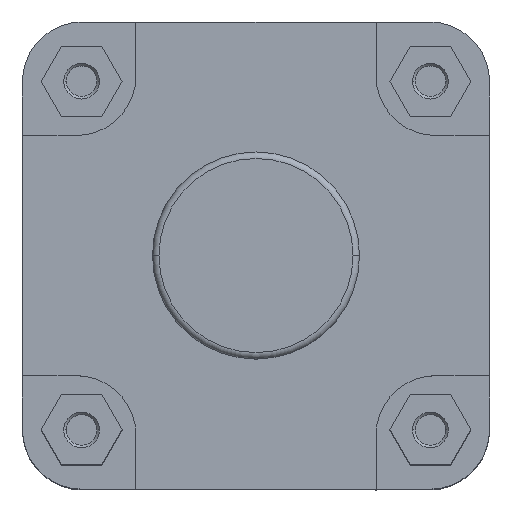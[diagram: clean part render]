
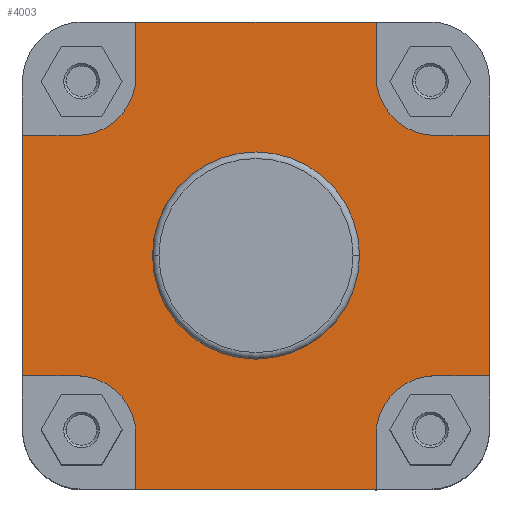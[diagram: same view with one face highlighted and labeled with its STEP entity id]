
A CAD part, top view. The second image highlights one B-rep face of the part: STEP entity #4003.
In plain terms, the highlighted planar face has unit normal (0, 0, 1).
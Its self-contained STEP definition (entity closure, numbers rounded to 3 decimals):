
#401 = FACE_BOUND ( 'NONE', #1203, .T. ) ;
#403 = FACE_OUTER_BOUND ( 'NONE', #7196, .T. ) ;
#479 = VECTOR ( 'NONE', #3192, 1000. ) ;
#486 = LINE ( 'NONE', #3191, #479 ) ;
#500 = VECTOR ( 'NONE', #3233, 1000. ) ;
#510 = LINE ( 'NONE', #3230, #500 ) ;
#545 = LINE ( 'NONE', #3522, #546 ) ;
#546 = VECTOR ( 'NONE', #3523, 1000. ) ;
#624 = CIRCLE ( 'NONE', #5972, 23. ) ;
#646 = VECTOR ( 'NONE', #3676, 1000. ) ;
#648 = LINE ( 'NONE', #3669, #646 ) ;
#685 = LINE ( 'NONE', #3721, #689 ) ;
#689 = VECTOR ( 'NONE', #3731, 1000. ) ;
#808 = LINE ( 'NONE', #4180, #821 ) ;
#821 = VECTOR ( 'NONE', #4185, 1000. ) ;
#898 = CIRCLE ( 'NONE', #6076, 23. ) ;
#904 = LINE ( 'NONE', #4286, #905 ) ;
#905 = VECTOR ( 'NONE', #4287, 1000. ) ;
#956 = CIRCLE ( 'NONE', #6095, 39.9 ) ;
#999 = CIRCLE ( 'NONE', #6115, 39.9 ) ;
#1002 = LINE ( 'NONE', #4435, #1005 ) ;
#1005 = VECTOR ( 'NONE', #4436, 1000. ) ;
#1007 = LINE ( 'NONE', #4460, #1013 ) ;
#1013 = VECTOR ( 'NONE', #4461, 1000. ) ;
#1074 = LINE ( 'NONE', #4524, #1075 ) ;
#1075 = VECTOR ( 'NONE', #4525, 1000. ) ;
#1076 = LINE ( 'NONE', #4539, #1082 ) ;
#1082 = VECTOR ( 'NONE', #4540, 1000. ) ;
#1099 = CIRCLE ( 'NONE', #6148, 23. ) ;
#1100 = LINE ( 'NONE', #4577, #1103 ) ;
#1103 = VECTOR ( 'NONE', #4578, 1000. ) ;
#1124 = CIRCLE ( 'NONE', #6162, 23. ) ;
#1203 = EDGE_LOOP ( 'NONE', ( #2261, #2255 ) ) ;
#2169 = ORIENTED_EDGE ( 'NONE', *, *, #6863, .F. ) ;
#2172 = ORIENTED_EDGE ( 'NONE', *, *, #6857, .F. ) ;
#2173 = ORIENTED_EDGE ( 'NONE', *, *, #6604, .F. ) ;
#2236 = ORIENTED_EDGE ( 'NONE', *, *, #6872, .F. ) ;
#2238 = ORIENTED_EDGE ( 'NONE', *, *, #6829, .T. ) ;
#2239 = ORIENTED_EDGE ( 'NONE', *, *, #6818, .F. ) ;
#2240 = ORIENTED_EDGE ( 'NONE', *, *, #6754, .F. ) ;
#2241 = ORIENTED_EDGE ( 'NONE', *, *, #6708, .T. ) ;
#2242 = ORIENTED_EDGE ( 'NONE', *, *, #6628, .F. ) ;
#2243 = ORIENTED_EDGE ( 'NONE', *, *, #6889, .F. ) ;
#2255 = ORIENTED_EDGE ( 'NONE', *, *, #6812, .F. ) ;
#2260 = ORIENTED_EDGE ( 'NONE', *, *, #6749, .F. ) ;
#2261 = ORIENTED_EDGE ( 'NONE', *, *, #6783, .F. ) ;
#2302 = ORIENTED_EDGE ( 'NONE', *, *, #6540, .F. ) ;
#2304 = ORIENTED_EDGE ( 'NONE', *, *, #6879, .F. ) ;
#2320 = ORIENTED_EDGE ( 'NONE', *, *, #5306, .F. ) ;
#2321 = ORIENTED_EDGE ( 'NONE', *, *, #5332, .F. ) ;
#2324 = ORIENTED_EDGE ( 'NONE', *, *, #6587, .F. ) ;
#2986 = CARTESIAN_POINT ( 'NONE',  ( 0., 39.9, -10. ) ) ;
#2997 = PLANE ( 'NONE',  #5907 ) ;
#2998 = DIRECTION ( 'NONE',  ( 0., 0., -1. ) ) ;
#2999 = DIRECTION ( 'NONE',  ( -1., 0., 0. ) ) ;
#3027 = CARTESIAN_POINT ( 'NONE',  ( -46.25, -90., -10. ) ) ;
#3034 = CARTESIAN_POINT ( 'NONE',  ( -39.9, 0., -10. ) ) ;
#3191 = CARTESIAN_POINT ( 'NONE',  ( 0., 90., -10. ) ) ;
#3192 = DIRECTION ( 'NONE',  ( 1., 0., 0. ) ) ;
#3230 = CARTESIAN_POINT ( 'NONE',  ( -69.25, 46.25, -10. ) ) ;
#3233 = DIRECTION ( 'NONE',  ( 1., 0., 0. ) ) ;
#3303 = CARTESIAN_POINT ( 'NONE',  ( 39.9, 0., -10. ) ) ;
#3332 = CARTESIAN_POINT ( 'NONE',  ( -46.25, 69.25, -10. ) ) ;
#3338 = CARTESIAN_POINT ( 'NONE',  ( 90., -46.25, -10. ) ) ;
#3339 = CARTESIAN_POINT ( 'NONE',  ( 90., 46.25, -10. ) ) ;
#3341 = CARTESIAN_POINT ( 'NONE',  ( -69.25, 46.25, -10. ) ) ;
#3345 = CARTESIAN_POINT ( 'NONE',  ( -46.25, -69.25, -10. ) ) ;
#3348 = CARTESIAN_POINT ( 'NONE',  ( -69.25, -46.25, -10. ) ) ;
#3352 = CARTESIAN_POINT ( 'NONE',  ( -90., 46.25, -10. ) ) ;
#3356 = CARTESIAN_POINT ( 'NONE',  ( 46.25, -90., -10. ) ) ;
#3367 = CARTESIAN_POINT ( 'NONE',  ( 69.25, -46.25, -10. ) ) ;
#3401 = CARTESIAN_POINT ( 'NONE',  ( 46.25, 69.25, -10. ) ) ;
#3407 = CARTESIAN_POINT ( 'NONE',  ( 69.25, 46.25, -10. ) ) ;
#3408 = CARTESIAN_POINT ( 'NONE',  ( 46.25, -69.25, -10. ) ) ;
#3418 = CARTESIAN_POINT ( 'NONE',  ( -90., -46.25, -10. ) ) ;
#3436 = CARTESIAN_POINT ( 'NONE',  ( 46.25, 90., -10. ) ) ;
#3467 = CARTESIAN_POINT ( 'NONE',  ( -46.25, 90., -10. ) ) ;
#3522 = CARTESIAN_POINT ( 'NONE',  ( 46.25, 69.25, -10. ) ) ;
#3523 = DIRECTION ( 'NONE',  ( 0., -1., 0. ) ) ;
#3632 = CARTESIAN_POINT ( 'NONE',  ( 69.25, 69.25, -10. ) ) ;
#3634 = DIRECTION ( 'NONE',  ( 0., 0., 1. ) ) ;
#3635 = DIRECTION ( 'NONE',  ( -1., 0., 0. ) ) ;
#3669 = CARTESIAN_POINT ( 'NONE',  ( 69.25, -46.25, -10. ) ) ;
#3676 = DIRECTION ( 'NONE',  ( -1., 0., 0. ) ) ;
#3721 = CARTESIAN_POINT ( 'NONE',  ( -46.25, -69.25, -10. ) ) ;
#3731 = DIRECTION ( 'NONE',  ( 0., 1., 0. ) ) ;
#4003 = ADVANCED_FACE ( 'NONE', ( #401, #403 ), #2997, .F. ) ;
#4180 = CARTESIAN_POINT ( 'NONE',  ( 0., -90., -10. ) ) ;
#4185 = DIRECTION ( 'NONE',  ( 1., 0., 0. ) ) ;
#4269 = CARTESIAN_POINT ( 'NONE',  ( -69.25, 69.25, -10. ) ) ;
#4275 = DIRECTION ( 'NONE',  ( 0., 0., 1. ) ) ;
#4276 = DIRECTION ( 'NONE',  ( -1., 0., 0. ) ) ;
#4286 = CARTESIAN_POINT ( 'NONE',  ( 46.25, -90., -10. ) ) ;
#4287 = DIRECTION ( 'NONE',  ( 0., -1., 0. ) ) ;
#4351 = CARTESIAN_POINT ( 'NONE',  ( 0., 0., -10. ) ) ;
#4354 = DIRECTION ( 'NONE',  ( 0., 0., 1. ) ) ;
#4355 = DIRECTION ( 'NONE',  ( 1., 0., 0. ) ) ;
#4417 = CARTESIAN_POINT ( 'NONE',  ( 0., 0., -10. ) ) ;
#4420 = DIRECTION ( 'NONE',  ( 0., 0., 1. ) ) ;
#4421 = DIRECTION ( 'NONE',  ( 1., 0., 0. ) ) ;
#4435 = CARTESIAN_POINT ( 'NONE',  ( -90., -46.25, -10. ) ) ;
#4436 = DIRECTION ( 'NONE',  ( -1., 0., 0. ) ) ;
#4460 = CARTESIAN_POINT ( 'NONE',  ( -90., -198.141, -10. ) ) ;
#4461 = DIRECTION ( 'NONE',  ( 0., -1., 0. ) ) ;
#4524 = CARTESIAN_POINT ( 'NONE',  ( 90., -198.141, -10. ) ) ;
#4525 = DIRECTION ( 'NONE',  ( 0., -1., 0. ) ) ;
#4539 = CARTESIAN_POINT ( 'NONE',  ( 90., 46.25, -10. ) ) ;
#4540 = DIRECTION ( 'NONE',  ( 1., 0., 0. ) ) ;
#4553 = CARTESIAN_POINT ( 'NONE',  ( 69.25, -69.25, -10. ) ) ;
#4561 = DIRECTION ( 'NONE',  ( 0., 0., 1. ) ) ;
#4562 = DIRECTION ( 'NONE',  ( -1., 0., 0. ) ) ;
#4577 = CARTESIAN_POINT ( 'NONE',  ( -46.25, 90., -10. ) ) ;
#4578 = DIRECTION ( 'NONE',  ( 0., 1., 0. ) ) ;
#4597 = CARTESIAN_POINT ( 'NONE',  ( -69.25, -69.25, -10. ) ) ;
#4605 = DIRECTION ( 'NONE',  ( 0., 0., 1. ) ) ;
#4606 = DIRECTION ( 'NONE',  ( -1., 0., 0. ) ) ;
#5133 = VERTEX_POINT ( 'NONE', #3027 ) ;
#5147 = VERTEX_POINT ( 'NONE', #3034 ) ;
#5306 = EDGE_CURVE ( 'NONE', #6496, #6442, #486, .T. ) ;
#5332 = EDGE_CURVE ( 'NONE', #6284, #6257, #510, .T. ) ;
#5907 = AXIS2_PLACEMENT_3D ( 'NONE', #2986, #2998, #2999 ) ;
#5917 = VERTEX_POINT ( 'NONE', #3303 ) ;
#5972 = AXIS2_PLACEMENT_3D ( 'NONE', #3632, #3634, #3635 ) ;
#6076 = AXIS2_PLACEMENT_3D ( 'NONE', #4269, #4275, #4276 ) ;
#6095 = AXIS2_PLACEMENT_3D ( 'NONE', #4351, #4354, #4355 ) ;
#6115 = AXIS2_PLACEMENT_3D ( 'NONE', #4417, #4420, #4421 ) ;
#6148 = AXIS2_PLACEMENT_3D ( 'NONE', #4553, #4561, #4562 ) ;
#6162 = AXIS2_PLACEMENT_3D ( 'NONE', #4597, #4605, #4606 ) ;
#6247 = VERTEX_POINT ( 'NONE', #3332 ) ;
#6254 = VERTEX_POINT ( 'NONE', #3338 ) ;
#6255 = VERTEX_POINT ( 'NONE', #3339 ) ;
#6257 = VERTEX_POINT ( 'NONE', #3341 ) ;
#6261 = VERTEX_POINT ( 'NONE', #3345 ) ;
#6264 = VERTEX_POINT ( 'NONE', #3348 ) ;
#6284 = VERTEX_POINT ( 'NONE', #3352 ) ;
#6294 = VERTEX_POINT ( 'NONE', #3356 ) ;
#6316 = VERTEX_POINT ( 'NONE', #3367 ) ;
#6365 = VERTEX_POINT ( 'NONE', #3401 ) ;
#6373 = VERTEX_POINT ( 'NONE', #3407 ) ;
#6375 = VERTEX_POINT ( 'NONE', #3408 ) ;
#6391 = VERTEX_POINT ( 'NONE', #3418 ) ;
#6442 = VERTEX_POINT ( 'NONE', #3436 ) ;
#6496 = VERTEX_POINT ( 'NONE', #3467 ) ;
#6540 = EDGE_CURVE ( 'NONE', #6442, #6365, #545, .T. ) ;
#6587 = EDGE_CURVE ( 'NONE', #6365, #6373, #624, .T. ) ;
#6604 = EDGE_CURVE ( 'NONE', #6254, #6316, #648, .T. ) ;
#6628 = EDGE_CURVE ( 'NONE', #5133, #6261, #685, .T. ) ;
#6708 = EDGE_CURVE ( 'NONE', #5133, #6294, #808, .T. ) ;
#6749 = EDGE_CURVE ( 'NONE', #6257, #6247, #898, .T. ) ;
#6754 = EDGE_CURVE ( 'NONE', #6375, #6294, #904, .T. ) ;
#6783 = EDGE_CURVE ( 'NONE', #5917, #5147, #956, .T. ) ;
#6812 = EDGE_CURVE ( 'NONE', #5147, #5917, #999, .T. ) ;
#6818 = EDGE_CURVE ( 'NONE', #6264, #6391, #1002, .T. ) ;
#6829 = EDGE_CURVE ( 'NONE', #6284, #6391, #1007, .T. ) ;
#6857 = EDGE_CURVE ( 'NONE', #6255, #6254, #1074, .T. ) ;
#6863 = EDGE_CURVE ( 'NONE', #6373, #6255, #1076, .T. ) ;
#6872 = EDGE_CURVE ( 'NONE', #6316, #6375, #1099, .T. ) ;
#6879 = EDGE_CURVE ( 'NONE', #6247, #6496, #1100, .T. ) ;
#6889 = EDGE_CURVE ( 'NONE', #6261, #6264, #1124, .T. ) ;
#7196 = EDGE_LOOP ( 'NONE', ( #2238, #2239, #2243, #2242, #2241, #2240, #2236, #2173, #2172, #2169, #2324, #2302, #2320, #2304, #2260, #2321 ) ) ;
